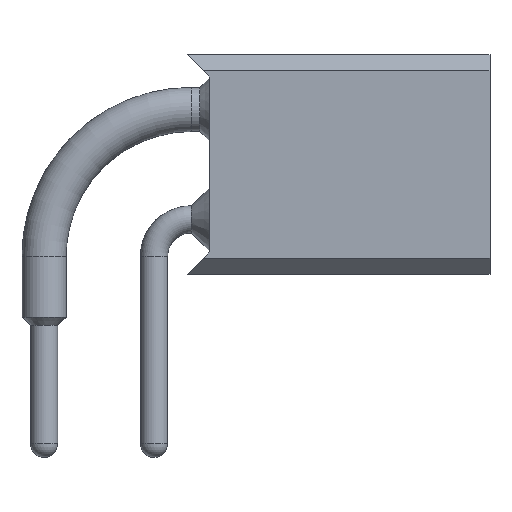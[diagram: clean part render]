
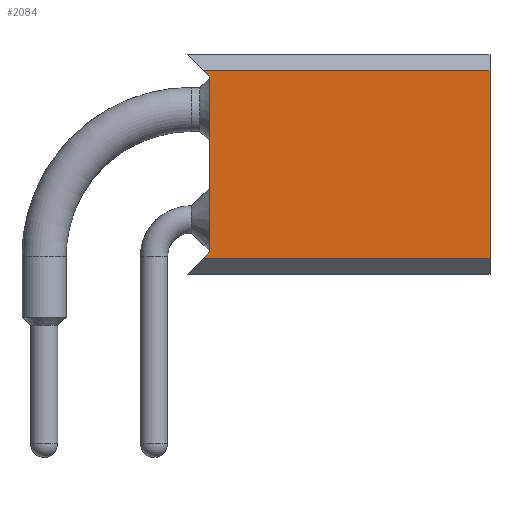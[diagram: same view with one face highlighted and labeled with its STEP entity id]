
A CAD part, left-side view. The second image highlights one B-rep face of the part: STEP entity #2084.
In plain terms, the highlighted planar face has unit normal (-1, 0, 0).
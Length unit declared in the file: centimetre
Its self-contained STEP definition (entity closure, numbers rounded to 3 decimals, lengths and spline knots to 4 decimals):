
#458=FACE_OUTER_BOUND('',#681,.T.);
#681=EDGE_LOOP('',(#1629,#1630,#1631,#1632,#1633,#1634));
#853=LINE('',#3221,#957);
#862=LINE('',#3433,#966);
#863=LINE('',#3435,#967);
#864=LINE('',#3437,#968);
#865=LINE('',#3439,#969);
#866=LINE('',#3440,#970);
#957=VECTOR('',#2501,0.021);
#966=VECTOR('',#2776,0.404);
#967=VECTOR('',#2777,0.021);
#968=VECTOR('',#2778,0.6629);
#969=VECTOR('',#2779,0.4337);
#970=VECTOR('',#2780,0.6629);
#1061=VERTEX_POINT('',#3218);
#1062=VERTEX_POINT('',#3220);
#1132=VERTEX_POINT('',#3432);
#1133=VERTEX_POINT('',#3434);
#1134=VERTEX_POINT('',#3436);
#1135=VERTEX_POINT('',#3438);
#1255=EDGE_CURVE('',#1062,#1061,#853,.T.);
#1330=EDGE_CURVE('',#1132,#1061,#862,.T.);
#1331=EDGE_CURVE('',#1132,#1133,#863,.T.);
#1332=EDGE_CURVE('',#1133,#1134,#864,.T.);
#1333=EDGE_CURVE('',#1134,#1135,#865,.T.);
#1334=EDGE_CURVE('',#1135,#1062,#866,.T.);
#1629=ORIENTED_EDGE('',*,*,#1330,.F.);
#1630=ORIENTED_EDGE('',*,*,#1331,.T.);
#1631=ORIENTED_EDGE('',*,*,#1332,.T.);
#1632=ORIENTED_EDGE('',*,*,#1333,.T.);
#1633=ORIENTED_EDGE('',*,*,#1334,.T.);
#1634=ORIENTED_EDGE('',*,*,#1255,.T.);
#1977=PLANE('',#2320);
#2084=ADVANCED_FACE('',(#458),#1977,.T.);
#2320=AXIS2_PLACEMENT_3D('',#3431,#2774,#2775);
#2501=DIRECTION('',(0.,-0.707,-0.707));
#2774=DIRECTION('center_axis',(-1.,0.,0.));
#2775=DIRECTION('ref_axis',(0.,1.,0.));
#2776=DIRECTION('',(0.,0.,1.));
#2777=DIRECTION('',(0.,0.707,-0.707));
#2778=DIRECTION('',(0.,-1.,0.));
#2779=DIRECTION('',(0.,0.,1.));
#2780=DIRECTION('',(0.,1.,0.));
#3218=CARTESIAN_POINT('',(3.4687,4.8682,3.5915));
#3220=CARTESIAN_POINT('',(3.4687,4.883,3.6063));
#3221=CARTESIAN_POINT('',(3.4687,4.883,3.6063));
#3431=CARTESIAN_POINT('Origin',(3.4687,4.9202,3.1726));
#3432=CARTESIAN_POINT('',(3.4687,4.8682,3.1875));
#3433=CARTESIAN_POINT('',(3.4687,4.8682,3.1875));
#3434=CARTESIAN_POINT('',(3.4687,4.883,3.1726));
#3435=CARTESIAN_POINT('',(3.4687,4.8682,3.1875));
#3436=CARTESIAN_POINT('',(3.4687,4.2202,3.1726));
#3437=CARTESIAN_POINT('',(3.4687,4.883,3.1726));
#3438=CARTESIAN_POINT('',(3.4687,4.2202,3.6063));
#3439=CARTESIAN_POINT('',(3.4687,4.2202,3.1726));
#3440=CARTESIAN_POINT('',(3.4687,4.2202,3.6063));
